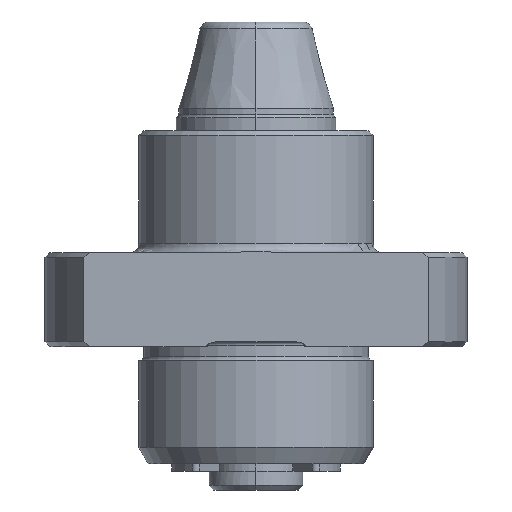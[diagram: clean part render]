
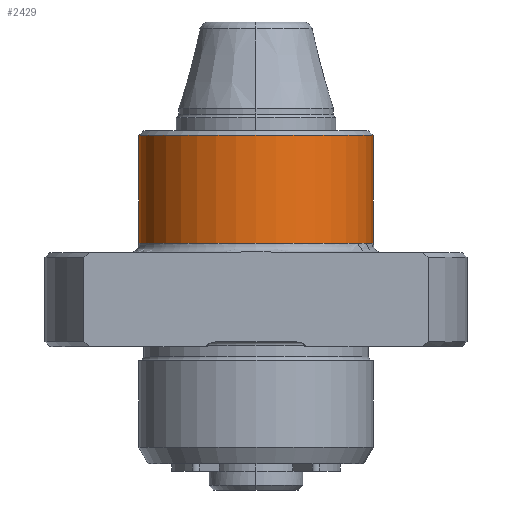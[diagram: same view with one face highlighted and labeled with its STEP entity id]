
A CAD part, front view. The second image highlights one B-rep face of the part: STEP entity #2429.
In plain terms, the highlighted cylindrical face has radius 12.5 mm (diameter 25 mm), a partial arc.
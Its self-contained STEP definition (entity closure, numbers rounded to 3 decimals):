
#3 = VERTEX_POINT ( 'NONE', #797 ) ;
#33 = DIRECTION ( 'NONE',  ( 0., 0., -1. ) ) ;
#142 = CIRCLE ( 'NONE', #2652, 12.5 ) ;
#339 = LINE ( 'NONE', #1566, #2898 ) ;
#358 = CARTESIAN_POINT ( 'NONE',  ( 12.5, 0., -20.247 ) ) ;
#388 = EDGE_CURVE ( 'NONE', #780, #1683, #142, .T. ) ;
#530 = DIRECTION ( 'NONE',  ( -1., 0., 0. ) ) ;
#654 = DIRECTION ( 'NONE',  ( 0., 0., -1. ) ) ;
#780 = VERTEX_POINT ( 'NONE', #998 ) ;
#797 = CARTESIAN_POINT ( 'NONE',  ( 12.5, 0., 11. ) ) ;
#823 = DIRECTION ( 'NONE',  ( 0., 0., -1. ) ) ;
#843 = ORIENTED_EDGE ( 'NONE', *, *, #1279, .F. ) ;
#891 = CYLINDRICAL_SURFACE ( 'NONE', #3809, 12.5 ) ;
#960 = DIRECTION ( 'NONE',  ( 0., 0., -1. ) ) ;
#998 = CARTESIAN_POINT ( 'NONE',  ( 12.5, 0., 22.5 ) ) ;
#1279 = EDGE_CURVE ( 'NONE', #3, #3371, #3032, .T. ) ;
#1337 = CARTESIAN_POINT ( 'NONE',  ( 0., 0., 22.5 ) ) ;
#1370 = ORIENTED_EDGE ( 'NONE', *, *, #388, .T. ) ;
#1412 = EDGE_CURVE ( 'NONE', #780, #3, #1890, .T. ) ;
#1454 = EDGE_CURVE ( 'NONE', #1683, #3371, #339, .T. ) ;
#1566 = CARTESIAN_POINT ( 'NONE',  ( -12.5, 0., -20.247 ) ) ;
#1621 = AXIS2_PLACEMENT_3D ( 'NONE', #3864, #823, #3537 ) ;
#1683 = VERTEX_POINT ( 'NONE', #1744 ) ;
#1744 = CARTESIAN_POINT ( 'NONE',  ( -12.5, 0., 22.5 ) ) ;
#1848 = CARTESIAN_POINT ( 'NONE',  ( -12.5, 0., 11. ) ) ;
#1890 = LINE ( 'NONE', #358, #2397 ) ;
#2124 = DIRECTION ( 'NONE',  ( -1., 0., 0. ) ) ;
#2263 = EDGE_LOOP ( 'NONE', ( #3455, #1370, #3816, #843 ) ) ;
#2397 = VECTOR ( 'NONE', #654, 1000. ) ;
#2429 = ADVANCED_FACE ( 'NONE', ( #3639 ), #891, .T. ) ;
#2478 = CARTESIAN_POINT ( 'NONE',  ( 0., 0., -20.247 ) ) ;
#2564 = DIRECTION ( 'NONE',  ( 0., 0., -1. ) ) ;
#2652 = AXIS2_PLACEMENT_3D ( 'NONE', #1337, #2564, #530 ) ;
#2898 = VECTOR ( 'NONE', #960, 1000. ) ;
#3032 = CIRCLE ( 'NONE', #1621, 12.5 ) ;
#3371 = VERTEX_POINT ( 'NONE', #1848 ) ;
#3455 = ORIENTED_EDGE ( 'NONE', *, *, #1412, .F. ) ;
#3537 = DIRECTION ( 'NONE',  ( -1., 0., 0. ) ) ;
#3639 = FACE_OUTER_BOUND ( 'NONE', #2263, .T. ) ;
#3809 = AXIS2_PLACEMENT_3D ( 'NONE', #2478, #33, #2124 ) ;
#3816 = ORIENTED_EDGE ( 'NONE', *, *, #1454, .T. ) ;
#3864 = CARTESIAN_POINT ( 'NONE',  ( 0., 0., 11. ) ) ;
